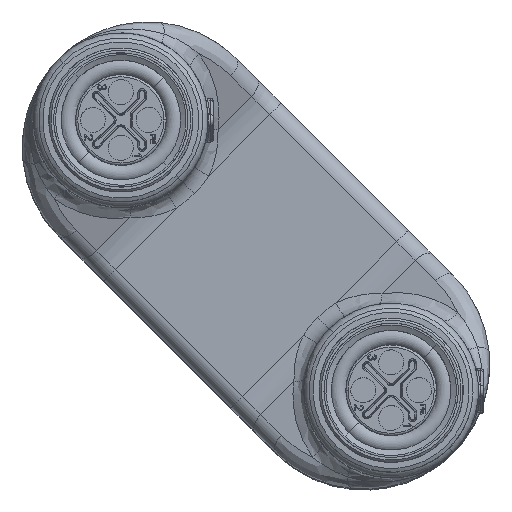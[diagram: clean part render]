
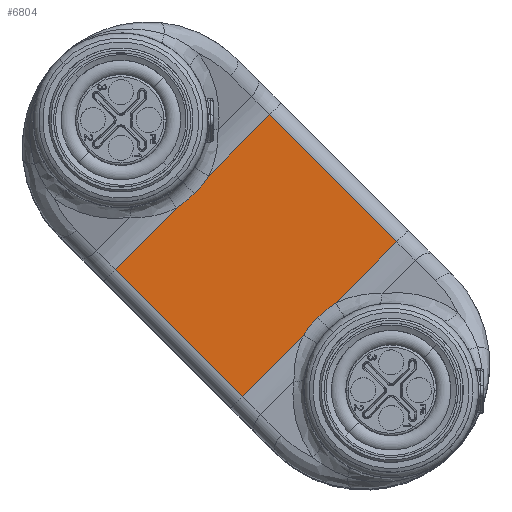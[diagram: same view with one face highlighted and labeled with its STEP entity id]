
A CAD part, top view. The second image highlights one B-rep face of the part: STEP entity #6804.
In plain terms, the highlighted planar face has unit normal (0, 0, 1).
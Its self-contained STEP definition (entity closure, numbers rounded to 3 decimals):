
#6117=AXIS2_PLACEMENT_3D('Circle Axis2P3D',#6115,#6116,$) ;
#6723=AXIS2_PLACEMENT_3D('Circle Axis2P3D',#6721,#6722,$) ;
#6736=AXIS2_PLACEMENT_3D('Plane Axis2P3D',#6733,#6734,#6735) ;
#6768=AXIS2_PLACEMENT_3D('Circle Axis2P3D',#6766,#6767,$) ;
#6775=AXIS2_PLACEMENT_3D('Circle Axis2P3D',#6773,#6774,$) ;
#6115=CARTESIAN_POINT('Axis2P3D Location',(9.025,33.774,73.95)) ;
#6119=CARTESIAN_POINT('Vertex',(17.046,28.682,73.95)) ;
#6121=CARTESIAN_POINT('Vertex',(15.743,27.056,73.95)) ;
#6692=CARTESIAN_POINT('Vertex',(14.116,25.753,73.95)) ;
#6721=CARTESIAN_POINT('Axis2P3D Location',(9.025,33.774,73.95)) ;
#6733=CARTESIAN_POINT('Axis2P3D Location',(31.299,-4.763,73.95)) ;
#6738=CARTESIAN_POINT('Line Origine',(19.849,31.486,73.95)) ;
#6742=CARTESIAN_POINT('Vertex',(22.652,34.289,73.95)) ;
#6745=CARTESIAN_POINT('Line Origine',(11.313,22.95,73.95)) ;
#6749=CARTESIAN_POINT('Vertex',(8.51,20.147,73.95)) ;
#6752=CARTESIAN_POINT('Line Origine',(14.328,14.328,73.95)) ;
#6756=CARTESIAN_POINT('Vertex',(20.147,8.51,73.95)) ;
#6759=CARTESIAN_POINT('Line Origine',(22.95,11.313,73.95)) ;
#6763=CARTESIAN_POINT('Vertex',(25.753,14.116,73.95)) ;
#6766=CARTESIAN_POINT('Axis2P3D Location',(33.774,9.025,73.95)) ;
#6770=CARTESIAN_POINT('Vertex',(27.056,15.743,73.95)) ;
#6773=CARTESIAN_POINT('Axis2P3D Location',(33.774,9.025,73.95)) ;
#6777=CARTESIAN_POINT('Vertex',(28.682,17.046,73.95)) ;
#6780=CARTESIAN_POINT('Line Origine',(31.486,19.849,73.95)) ;
#6784=CARTESIAN_POINT('Vertex',(34.289,22.652,73.95)) ;
#6787=CARTESIAN_POINT('Line Origine',(28.471,28.471,73.95)) ;
#6116=DIRECTION('Axis2P3D Direction',(0.,0.,-1.)) ;
#6722=DIRECTION('Axis2P3D Direction',(0.,0.,-1.)) ;
#6734=DIRECTION('Axis2P3D Direction',(0.,0.,-1.)) ;
#6735=DIRECTION('Axis2P3D XDirection',(-0.707,0.707,0.)) ;
#6739=DIRECTION('Vector Direction',(-0.707,-0.707,0.)) ;
#6746=DIRECTION('Vector Direction',(-0.707,-0.707,0.)) ;
#6753=DIRECTION('Vector Direction',(0.707,-0.707,0.)) ;
#6760=DIRECTION('Vector Direction',(0.707,0.707,0.)) ;
#6767=DIRECTION('Axis2P3D Direction',(0.,0.,-1.)) ;
#6774=DIRECTION('Axis2P3D Direction',(0.,0.,-1.)) ;
#6781=DIRECTION('Vector Direction',(0.707,0.707,0.)) ;
#6788=DIRECTION('Vector Direction',(-0.707,0.707,0.)) ;
#6740=VECTOR('Line Direction',#6739,1.) ;
#6747=VECTOR('Line Direction',#6746,1.) ;
#6754=VECTOR('Line Direction',#6753,1.) ;
#6761=VECTOR('Line Direction',#6760,1.) ;
#6782=VECTOR('Line Direction',#6781,1.) ;
#6789=VECTOR('Line Direction',#6788,1.) ;
#6793=ORIENTED_EDGE('',*,*,#6744,.T.) ;
#6794=ORIENTED_EDGE('',*,*,#6123,.T.) ;
#6795=ORIENTED_EDGE('',*,*,#6725,.T.) ;
#6796=ORIENTED_EDGE('',*,*,#6751,.T.) ;
#6797=ORIENTED_EDGE('',*,*,#6758,.T.) ;
#6798=ORIENTED_EDGE('',*,*,#6765,.T.) ;
#6799=ORIENTED_EDGE('',*,*,#6772,.T.) ;
#6800=ORIENTED_EDGE('',*,*,#6779,.T.) ;
#6801=ORIENTED_EDGE('',*,*,#6786,.T.) ;
#6802=ORIENTED_EDGE('',*,*,#6791,.T.) ;
#6804=ADVANCED_FACE('Hauptkoerper',(#6803),#6737,.F.) ;
#6118=CIRCLE('generated circle',#6117,9.5) ;
#6724=CIRCLE('generated circle',#6723,9.5) ;
#6769=CIRCLE('generated circle',#6768,9.5) ;
#6776=CIRCLE('generated circle',#6775,9.5) ;
#6123=EDGE_CURVE('',#6120,#6122,#6118,.T.) ;
#6725=EDGE_CURVE('',#6122,#6693,#6724,.T.) ;
#6744=EDGE_CURVE('',#6743,#6120,#6741,.T.) ;
#6751=EDGE_CURVE('',#6693,#6750,#6748,.T.) ;
#6758=EDGE_CURVE('',#6750,#6757,#6755,.T.) ;
#6765=EDGE_CURVE('',#6757,#6764,#6762,.T.) ;
#6772=EDGE_CURVE('',#6764,#6771,#6769,.T.) ;
#6779=EDGE_CURVE('',#6771,#6778,#6776,.T.) ;
#6786=EDGE_CURVE('',#6778,#6785,#6783,.T.) ;
#6791=EDGE_CURVE('',#6785,#6743,#6790,.T.) ;
#6792=EDGE_LOOP('',(#6793,#6794,#6795,#6796,#6797,#6798,#6799,#6800,#6801,#6802)) ;
#6803=FACE_OUTER_BOUND('',#6792,.T.) ;
#6741=LINE('Line',#6738,#6740) ;
#6748=LINE('Line',#6745,#6747) ;
#6755=LINE('Line',#6752,#6754) ;
#6762=LINE('Line',#6759,#6761) ;
#6783=LINE('Line',#6780,#6782) ;
#6790=LINE('Line',#6787,#6789) ;
#6737=PLANE('',#6736) ;
#6120=VERTEX_POINT('',#6119) ;
#6122=VERTEX_POINT('',#6121) ;
#6693=VERTEX_POINT('',#6692) ;
#6743=VERTEX_POINT('',#6742) ;
#6750=VERTEX_POINT('',#6749) ;
#6757=VERTEX_POINT('',#6756) ;
#6764=VERTEX_POINT('',#6763) ;
#6771=VERTEX_POINT('',#6770) ;
#6778=VERTEX_POINT('',#6777) ;
#6785=VERTEX_POINT('',#6784) ;
